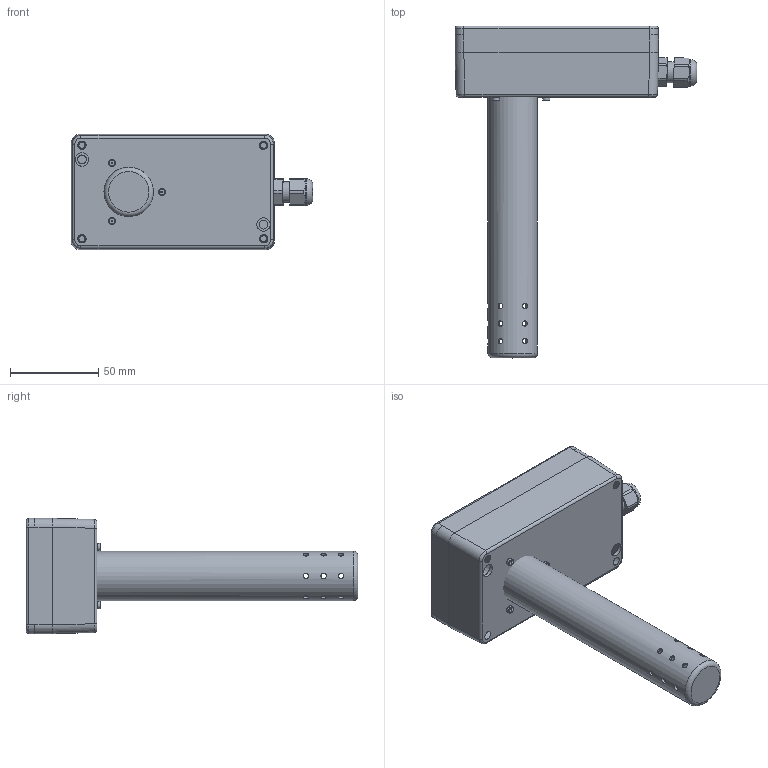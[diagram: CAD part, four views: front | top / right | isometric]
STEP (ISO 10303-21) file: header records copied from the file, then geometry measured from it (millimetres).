
FILE_DESCRIPTION(/* description */ (''),/* implementation_level */ '2;1');
FILE_NAME(/* name */ 'Si-xxxJ3xx.step',/* time_stamp */ '2021-07-29T13:51:19+02:00',/* author */ (''),/* organization */ (''),/* preprocessor_version */ 'ST-DEVELOPER v18.1',/* originating_system */ 'Autodesk Translation Framework v10.9.0.1377',/* authorisation */ '');
FILE_SCHEMA (('AUTOMOTIVE_DESIGN { 1 0 10303 214 3 1 1 }'));
Length unit declared in the file: millimetre
Products named in the file (9): Si-xxxJ3xx; G203_D; G203; 1550Z111 BOX; 1550Z106 LID; CO2_J3; sruba_M2; sruba_M4; M12_dlawnica
Assembly tree (13 placements, depth 4):
  Si-xxxJ3xx
    G203_D
      G203
        1550Z111 BOX
        1550Z106 LID
    CO2_J3
    sruba_M2  x3
    sruba_M4  x4
    M12_dlawnica
Bounding box: 137.21 x 188.2 x 65.4 mm (x, y, z)
Volume: 119525.8 mm3; surface area: 90906.5 mm2
Topology: 12 solids, 12 shells, 464 faces, 1153 edges, 749 vertices
Faces by surface type: plane 204, cylinder 155, cone 50, torus 47, bspline 8
Full cylindrical faces by diameter (mm): 1.5 x6, 2 x3, 3.5 x4, 4 x8, 4.2 x4, 4.966 x2, 5.5 x5, 6.5 x4, 7.68 x2, 8 x4, 9 x1, 9.957 x1, 12 x2, 15 x1, 25 x2, 28 x2
Entity records: 13057 total; most frequent: CARTESIAN_POINT 3676, DIRECTION 1911, ORIENTED_EDGE 1846, EDGE_CURVE 923, AXIS2_PLACEMENT_3D 742, VERTEX_POINT 599, EDGE_LOOP 466, LINE 427
